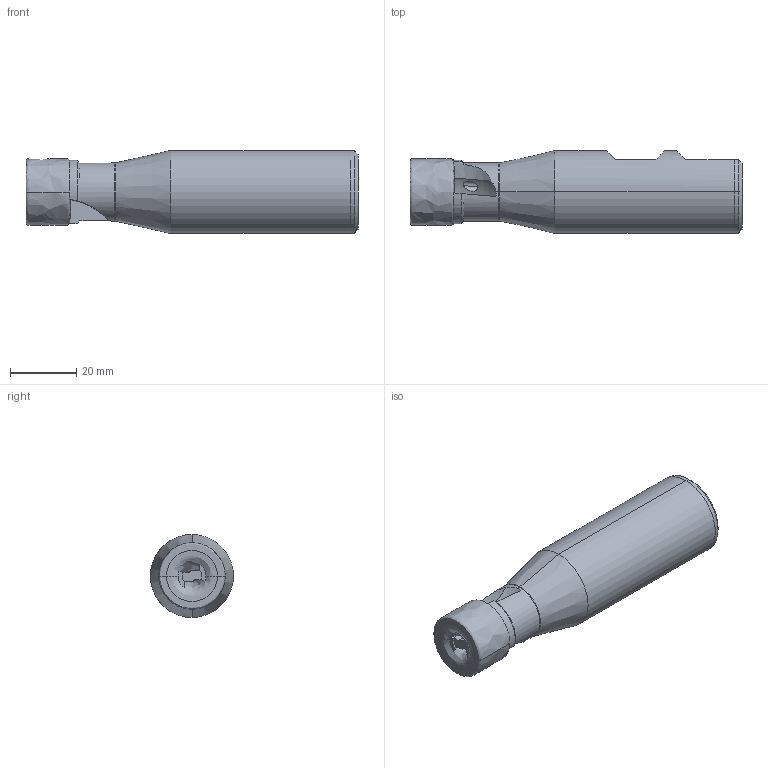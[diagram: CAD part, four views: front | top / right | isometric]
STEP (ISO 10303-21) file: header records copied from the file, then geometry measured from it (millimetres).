
FILE_DESCRIPTION (( 'STEP AP214' ), '1' );
FILE_NAME ('90PP-20-77-2.STEP', '2012-11-08T10:19:22', ( '' ), ( '' ), 'SwSTEP 2.0', 'SolidWorks 2012', '' );
FILE_SCHEMA (( 'AUTOMOTIVE_DESIGN' ));
Length unit declared in the file: millimetre
Products named in the file (1): 90PP-20-77-2
Bounding box: 100.02 x 25 x 25 mm (x, y, z)
Volume: 36743.4 mm3; surface area: 9920.7 mm2
Topology: 1 solids, 1 shells, 68 faces, 192 edges, 122 vertices
Faces by surface type: cylinder 22, plane 22, cone 16, bspline 4, torus 4
Entity records: 3208 total; most frequent: CARTESIAN_POINT 1514, ORIENTED_EDGE 384, DIRECTION 293, EDGE_CURVE 192, VERTEX_POINT 122, AXIS2_PLACEMENT_3D 119, EDGE_LOOP 72, ADVANCED_FACE 68
